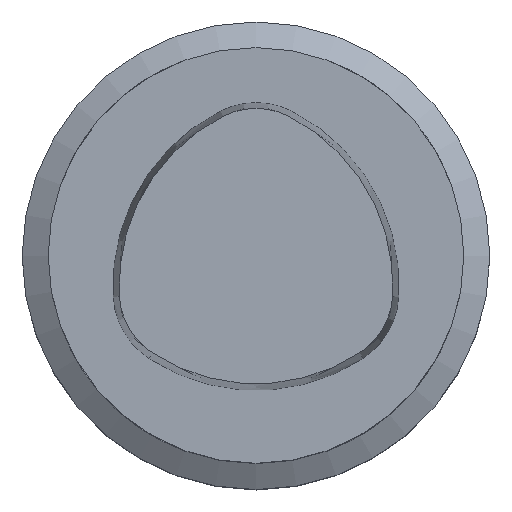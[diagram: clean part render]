
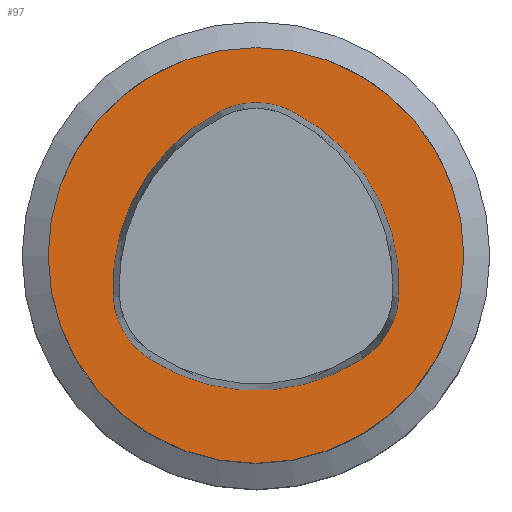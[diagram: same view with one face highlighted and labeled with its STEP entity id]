
A CAD part, top view. The second image highlights one B-rep face of the part: STEP entity #97.
In plain terms, the highlighted planar face has unit normal (0, 0, 1).
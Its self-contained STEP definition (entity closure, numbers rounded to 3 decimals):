
#66=CIRCLE('',#468,16.);
#97=ADVANCED_FACE('',(#142),#125,.T.);
#125=PLANE('',#469);
#142=FACE_OUTER_BOUND('',#164,.T.);
#164=EDGE_LOOP('',(#266));
#266=ORIENTED_EDGE('',*,*,#391,.F.);
#348=VERTEX_POINT('',#700);
#391=EDGE_CURVE('',#348,#348,#66,.T.);
#468=AXIS2_PLACEMENT_3D('',#699,#567,#568);
#469=AXIS2_PLACEMENT_3D('',#701,#569,#570);
#567=DIRECTION('',(0.,0.,-1.));
#568=DIRECTION('',(-1.,0.,0.));
#569=DIRECTION('',(0.,0.,1.));
#570=DIRECTION('',(0.,1.,0.));
#699=CARTESIAN_POINT('',(0.,0.,0.));
#700=CARTESIAN_POINT('',(-16.,0.,0.));
#701=CARTESIAN_POINT('',(-8.,0.,0.));
